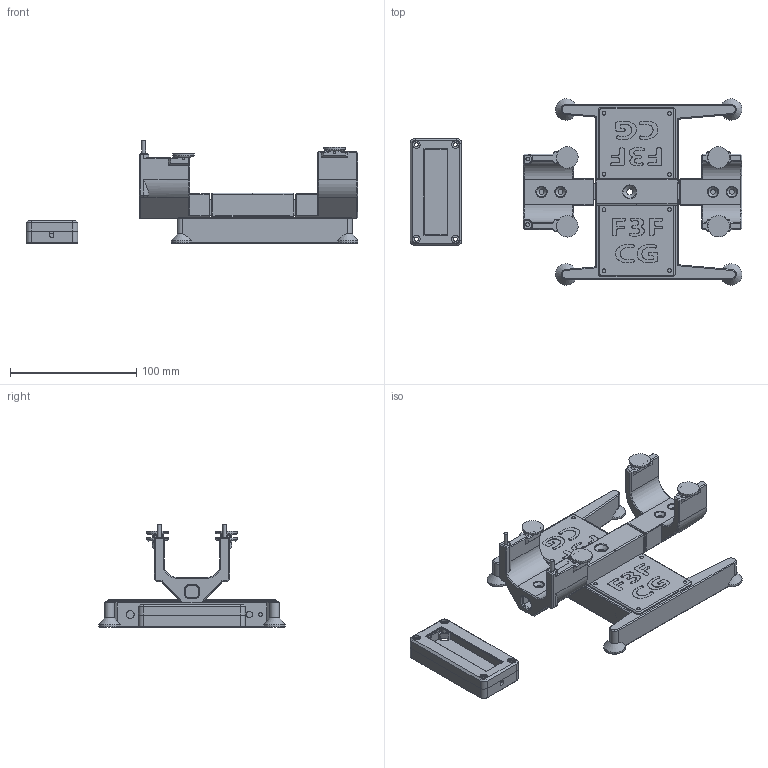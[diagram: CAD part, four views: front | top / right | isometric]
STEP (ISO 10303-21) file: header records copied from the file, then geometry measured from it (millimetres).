
FILE_DESCRIPTION(/* description */ (''),/* implementation_level */ '2;1');
FILE_NAME(/* name */ 'CG_scale_r2_assmbl',/* time_stamp */ '2018-01-05T21:12:13+01:00',/* author */ (''),/* organization */ (''),/* preprocessor_version */ 'ST-DEVELOPER v12',/* originating_system */ 'MicroStation Version 08.11.09.459',/* authorisation */ '');
FILE_SCHEMA (('AUTOMOTIVE_DESIGN'));
Length unit declared in the file: millimetre
Products named in the file (20): CG_scale_r2_ass1; CG_scale_r2_ass2; CG_scale_r2_ass3; CG_scale_r2_ass4; CG_scale_r2_ass5; CG_scale_r2_ass6; CG_scale_r2_ass7; CG_scale_r2_ass8; CG_scale_r2_ass9; CG_scale_r2_ass10; CG_scale_r2_ass11; CG_scale_r2_ass12; CG_scale_r2_ass13; CG_scale_r2_ass14; CG_scale_r2_ass15; CG_scale_r2_ass16; CG_scale_r2_ass17; CG_scale_r2_ass18; CG_scale_r2_ass19; CG_scale_r2_ass20
Bounding box: 263.33 x 147.86 x 81.1 mm (x, y, z)
Volume: 258003.7 mm3; surface area: 134447.3 mm2
Topology: 18 solids, 18 shells, 1436 faces, 3615 edges, 2262 vertices
Faces by surface type: plane 945, cylinder 252, extrusion 102, cone 78, torus 26, bspline 25, sphere 8
Full cylindrical faces by diameter (mm): 2 x12, 3 x9, 3.118 x8, 3.2 x8, 3.5 x1, 4 x8, 5 x10, 6 x4, 6.2 x1, 7 x1, 9.5 x4, 17 x4
Entity records: 43666 total; most frequent: CARTESIAN_POINT 9735, ORIENTED_EDGE 6886, DIRECTION 6601, EDGE_CURVE 3443, VECTOR 2657, LINE 2555, VERTEX_POINT 2209, AXIS2_PLACEMENT_3D 1972
